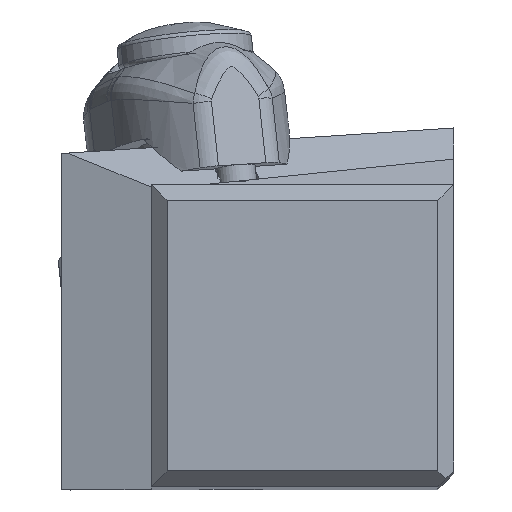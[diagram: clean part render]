
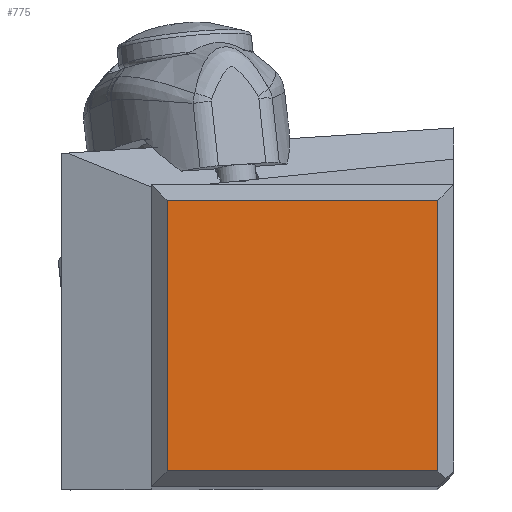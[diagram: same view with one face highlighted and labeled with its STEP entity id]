
A CAD part, top view. The second image highlights one B-rep face of the part: STEP entity #775.
In plain terms, the highlighted planar face has unit normal (0, 0, 1).
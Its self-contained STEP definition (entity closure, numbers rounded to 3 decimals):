
#512=FACE_OUTER_BOUND('',#1159,.T.);
#775=ADVANCED_FACE('',(#512),#1049,.T.);
#1049=PLANE('',#4895);
#1159=EDGE_LOOP('',(#1718,#1719,#1720,#1721));
#1718=ORIENTED_EDGE('',*,*,#3539,.F.);
#1719=ORIENTED_EDGE('',*,*,#3546,.F.);
#1720=ORIENTED_EDGE('',*,*,#3573,.F.);
#1721=ORIENTED_EDGE('',*,*,#3574,.T.);
#3086=VERTEX_POINT('',#6556);
#3087=VERTEX_POINT('',#6558);
#3091=VERTEX_POINT('',#6570);
#3110=VERTEX_POINT('',#6623);
#3539=EDGE_CURVE('',#3086,#3087,#4247,.T.);
#3546=EDGE_CURVE('',#3091,#3086,#4254,.T.);
#3573=EDGE_CURVE('',#3110,#3091,#4278,.T.);
#3574=EDGE_CURVE('',#3110,#3087,#4279,.T.);
#4247=LINE('',#6557,#4497);
#4254=LINE('',#6571,#4504);
#4278=LINE('',#6624,#4528);
#4279=LINE('',#6626,#4529);
#4497=VECTOR('',#5385,1.);
#4504=VECTOR('',#5396,1.);
#4528=VECTOR('',#5440,1.);
#4529=VECTOR('',#5443,1.);
#4895=AXIS2_PLACEMENT_3D('',#6627,#5444,#5445);
#5385=DIRECTION('',(-1.,0.,0.));
#5396=DIRECTION('',(0.,-1.,0.));
#5440=DIRECTION('',(1.,0.,0.));
#5443=DIRECTION('',(0.,-1.,0.));
#5444=DIRECTION('',(0.,0.,1.));
#5445=DIRECTION('',(-1.,0.,0.));
#6556=CARTESIAN_POINT('',(-1.,1.,0.));
#6557=CARTESIAN_POINT('',(-1.,1.,0.));
#6558=CARTESIAN_POINT('',(-18.05,1.,0.));
#6570=CARTESIAN_POINT('',(-1.,18.05,0.));
#6571=CARTESIAN_POINT('',(-1.,18.05,0.));
#6623=CARTESIAN_POINT('',(-18.05,18.05,0.));
#6624=CARTESIAN_POINT('',(-18.05,18.05,0.));
#6626=CARTESIAN_POINT('',(-18.05,18.05,0.));
#6627=CARTESIAN_POINT('',(-9.525,9.525,0.));
